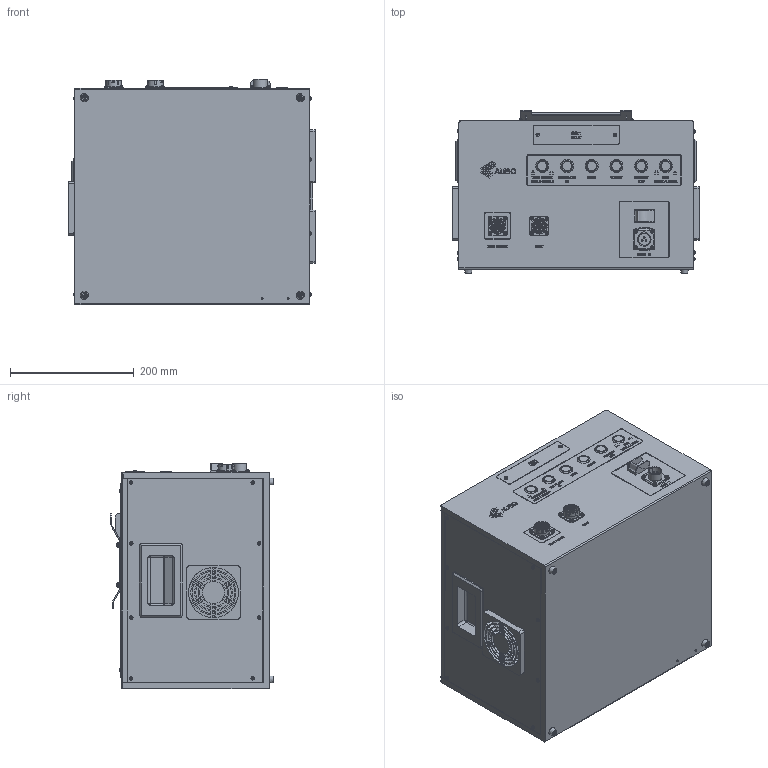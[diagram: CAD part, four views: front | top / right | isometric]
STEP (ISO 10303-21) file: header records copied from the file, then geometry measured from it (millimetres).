
FILE_DESCRIPTION (( 'STEP AP214' ), '1' );
FILE_NAME ('UL控制柜总装.STEP', '2023-03-08T09:12:25', ( '个人用户' ), ( '微软中国' ), 'SwSTEP 2.0', 'SolidWorks 2018', '' );
FILE_SCHEMA (( 'AUTOMOTIVE_DESIGN' ));
Length unit declared in the file: millimetre
Products named in the file (1): UL諷秶嶄軞蚾
Bounding box: 399 x 264.5 x 364.5 mm (x, y, z)
Volume: 31986649.7 mm3; surface area: 954008.6 mm2
Topology: 1 solids, 15 shells, 5385 faces, 14159 edges, 9368 vertices
Faces by surface type: plane 3743, cylinder 949, bspline 496, cone 120, sphere 58, torus 19
Full cylindrical faces by diameter (mm): 2.5 x5, 3 x8, 3.3 x4, 4 x8, 5 x2, 5.6 x38, 6 x4, 6.5 x4, 6.8 x4, 7.5 x6, 8 x4, 9 x4, 15 x6, 19 x1, 21 x6
Entity records: 246847 total; most frequent: CARTESIAN_POINT 58278, ORIENTED_EDGE 27940, DIRECTION 24446, EDGE_CURVE 13970, LINE 9904, VECTOR 9904, VERTEX_POINT 9314, AXIS2_PLACEMENT_3D 7271
